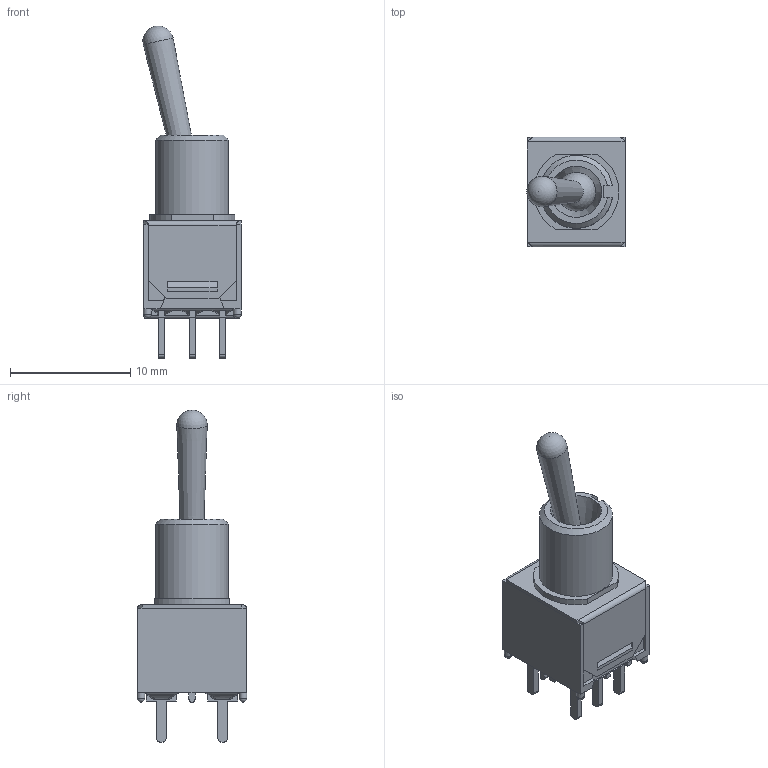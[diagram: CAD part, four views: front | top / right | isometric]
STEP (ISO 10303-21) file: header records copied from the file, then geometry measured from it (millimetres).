
FILE_DESCRIPTION(/* description */ (''),/* implementation_level */ '2;1');
FILE_NAME(/* name */ '200MDPxT4B8M2xE.stp',/* time_stamp */ '2025-04-28T15:13:57-05:00',/* author */ ('mroman'),/* organization */ (''),/* preprocessor_version */ 'ST-DEVELOPER v18.1',/* originating_system */ 'Autodesk Inventor 2022',/* authorisation */ '');
FILE_SCHEMA (('AUTOMOTIVE_DESIGN { 1 0 10303 214 3 1 1 }'));
Length unit declared in the file: inch
Products named in the file (1): 200MDPxT4B8M2xE
Bounding box: 8.18 x 9.14 x 27.63 mm (x, y, z)
Volume: 437 mm3; surface area: 1280.4 mm2
Topology: 1 solids, 2 shells, 236 faces, 673 edges, 435 vertices
Faces by surface type: plane 174, cylinder 36, bspline 16, sphere 7, cone 3
Full cylindrical faces by diameter (mm): 0.65 x4, 3.25 x2
Entity records: 8457 total; most frequent: CARTESIAN_POINT 2338, ORIENTED_EDGE 1334, DIRECTION 1172, EDGE_CURVE 667, LINE 486, VECTOR 486, VERTEX_POINT 435, AXIS2_PLACEMENT_3D 343
